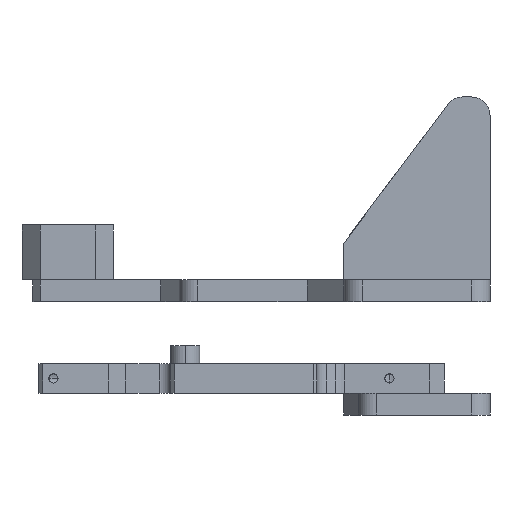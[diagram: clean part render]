
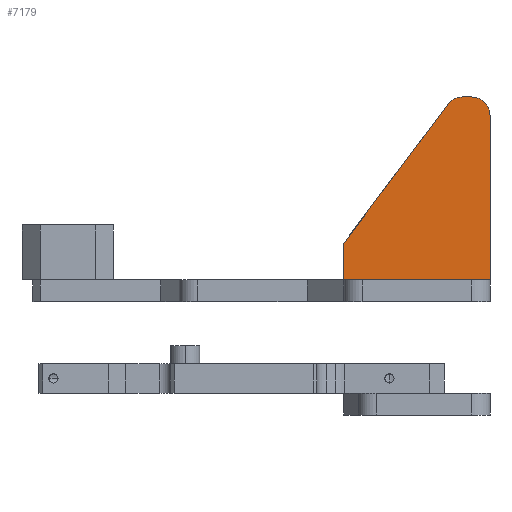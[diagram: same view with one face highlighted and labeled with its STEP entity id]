
A CAD part, left-side view. The second image highlights one B-rep face of the part: STEP entity #7179.
In plain terms, the highlighted planar face has unit normal (-1, 0, 0).
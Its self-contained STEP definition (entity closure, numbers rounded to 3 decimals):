
#436 = EDGE_CURVE ( 'NONE', #18677, #19179, #7835, .T. ) ;
#872 = ORIENTED_EDGE ( 'NONE', *, *, #436, .T. ) ;
#1174 = CARTESIAN_POINT ( 'NONE',  ( -50.5, -102.894, 79. ) ) ;
#1593 = VERTEX_POINT ( 'NONE', #2462 ) ;
#2083 = ORIENTED_EDGE ( 'NONE', *, *, #22760, .T. ) ;
#2462 = CARTESIAN_POINT ( 'NONE',  ( -50.5, -109.394, 81. ) ) ;
#2566 = VERTEX_POINT ( 'NONE', #1174 ) ;
#2661 = EDGE_CURVE ( 'NONE', #2566, #18677, #20228, .T. ) ;
#3386 = VECTOR ( 'NONE', #7423, 1000. ) ;
#4104 = DIRECTION ( 'NONE',  ( 0., 0., -1. ) ) ;
#4415 = VERTEX_POINT ( 'NONE', #6456 ) ;
#5001 = DIRECTION ( 'NONE',  ( 0., 1., 0. ) ) ;
#5090 = CARTESIAN_POINT ( 'NONE',  ( -50.5, -114.394, 31. ) ) ;
#5888 = AXIS2_PLACEMENT_3D ( 'NONE', #9998, #20760, #17368 ) ;
#6075 = EDGE_CURVE ( 'NONE', #12793, #4415, #15599, .T. ) ;
#6170 = VECTOR ( 'NONE', #22108, 1000. ) ;
#6456 = CARTESIAN_POINT ( 'NONE',  ( -50.5, -114.394, 76. ) ) ;
#6831 = VERTEX_POINT ( 'NONE', #13959 ) ;
#7021 = CIRCLE ( 'NONE', #5888, 5. ) ;
#7179 = ADVANCED_FACE ( 'NONE', ( #23336 ), #10641, .F. ) ;
#7423 = DIRECTION ( 'NONE',  ( 0., 0.6, -0.8 ) ) ;
#7835 = LINE ( 'NONE', #15190, #20318 ) ;
#8026 = ORIENTED_EDGE ( 'NONE', *, *, #2661, .T. ) ;
#8037 = DIRECTION ( 'NONE',  ( 1., 0., 0. ) ) ;
#8262 = EDGE_CURVE ( 'NONE', #1593, #6831, #18520, .T. ) ;
#8470 = CARTESIAN_POINT ( 'NONE',  ( -50.5, -74.394, 31. ) ) ;
#8740 = DIRECTION ( 'NONE',  ( -1., 0., 0. ) ) ;
#8772 = EDGE_LOOP ( 'NONE', ( #18194, #2083, #15831, #9874, #8026, #872, #23225 ) ) ;
#8814 = CARTESIAN_POINT ( 'NONE',  ( -50.5, 0., 0. ) ) ;
#9473 = DIRECTION ( 'NONE',  ( 0., 1., 0. ) ) ;
#9874 = ORIENTED_EDGE ( 'NONE', *, *, #13316, .T. ) ;
#9998 = CARTESIAN_POINT ( 'NONE',  ( -50.5, -106.894, 76. ) ) ;
#10143 = AXIS2_PLACEMENT_3D ( 'NONE', #21535, #8740, #5001 ) ;
#10641 = PLANE ( 'NONE',  #20090 ) ;
#12070 = CIRCLE ( 'NONE', #10143, 5. ) ;
#12793 = VERTEX_POINT ( 'NONE', #22836 ) ;
#13316 = EDGE_CURVE ( 'NONE', #6831, #2566, #7021, .T. ) ;
#13959 = CARTESIAN_POINT ( 'NONE',  ( -50.5, -106.894, 81. ) ) ;
#14640 = CARTESIAN_POINT ( 'NONE',  ( -50.5, -104.394, 81. ) ) ;
#15190 = CARTESIAN_POINT ( 'NONE',  ( -50.5, -74.394, 31. ) ) ;
#15599 = LINE ( 'NONE', #23683, #6170 ) ;
#15831 = ORIENTED_EDGE ( 'NONE', *, *, #8262, .T. ) ;
#17127 = VECTOR ( 'NONE', #21752, 1000. ) ;
#17368 = DIRECTION ( 'NONE',  ( 0., 1., 0. ) ) ;
#18194 = ORIENTED_EDGE ( 'NONE', *, *, #6075, .T. ) ;
#18520 = LINE ( 'NONE', #14640, #21946 ) ;
#18560 = CARTESIAN_POINT ( 'NONE',  ( -50.5, -74.394, 41. ) ) ;
#18677 = VERTEX_POINT ( 'NONE', #18560 ) ;
#19179 = VERTEX_POINT ( 'NONE', #8470 ) ;
#19823 = DIRECTION ( 'NONE',  ( 0., 1., 0. ) ) ;
#20090 = AXIS2_PLACEMENT_3D ( 'NONE', #8814, #8037, #19823 ) ;
#20228 = LINE ( 'NONE', #21658, #3386 ) ;
#20318 = VECTOR ( 'NONE', #4104, 1000. ) ;
#20760 = DIRECTION ( 'NONE',  ( -1., 0., 0. ) ) ;
#21535 = CARTESIAN_POINT ( 'NONE',  ( -50.5, -109.394, 76. ) ) ;
#21658 = CARTESIAN_POINT ( 'NONE',  ( -50.5, -74.394, 41. ) ) ;
#21752 = DIRECTION ( 'NONE',  ( 0., -1., 0. ) ) ;
#21946 = VECTOR ( 'NONE', #9473, 1000. ) ;
#22108 = DIRECTION ( 'NONE',  ( 0., 0., 1. ) ) ;
#22760 = EDGE_CURVE ( 'NONE', #4415, #1593, #12070, .T. ) ;
#22836 = CARTESIAN_POINT ( 'NONE',  ( -50.5, -114.394, 31. ) ) ;
#23088 = LINE ( 'NONE', #5090, #17127 ) ;
#23225 = ORIENTED_EDGE ( 'NONE', *, *, #23279, .T. ) ;
#23279 = EDGE_CURVE ( 'NONE', #19179, #12793, #23088, .T. ) ;
#23336 = FACE_OUTER_BOUND ( 'NONE', #8772, .T. ) ;
#23683 = CARTESIAN_POINT ( 'NONE',  ( -50.5, -114.394, 81. ) ) ;
